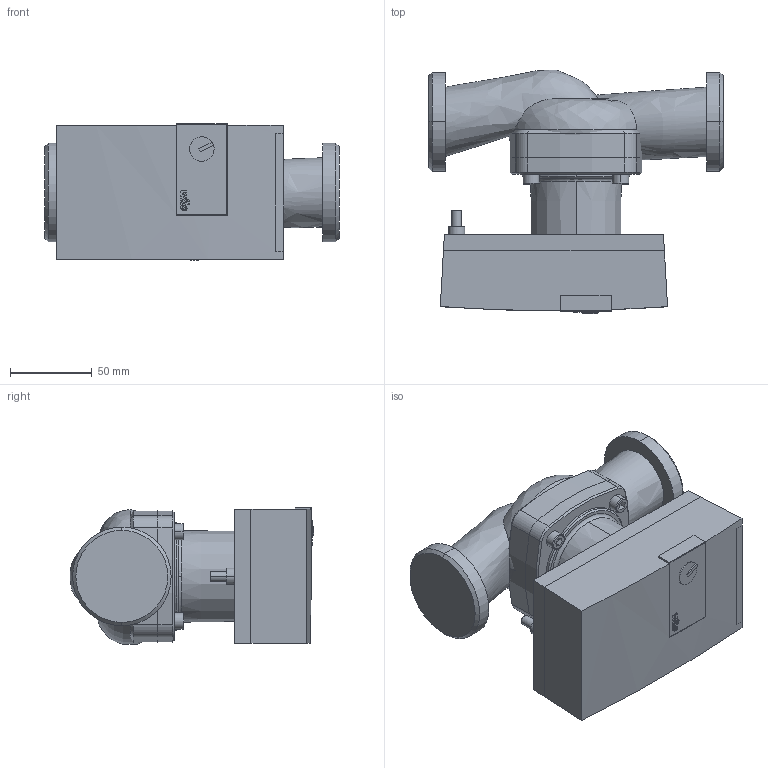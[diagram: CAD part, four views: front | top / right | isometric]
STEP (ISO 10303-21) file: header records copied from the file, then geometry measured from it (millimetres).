
FILE_DESCRIPTION((''),'2;1');
FILE_NAME('3d_YonosECO30_1-5BMS-2150701.stp','2016-04-28T14:14:08',(''),(''),'Mechanical Desktop 2009','Mechanical Desktop 2009',', , ');
FILE_SCHEMA(('CONFIG_CONTROL_DESIGN'));
Length unit declared in the file: millimetre
Products named in the file (1): Product
Bounding box: 180 x 149.18 x 83.48 mm (x, y, z)
Volume: 1177957.5 mm3; surface area: 153861 mm2
Topology: 11 solids, 11 shells, 221 faces, 529 edges, 344 vertices
Faces by surface type: plane 117, cylinder 40, bspline 30, cone 26, torus 8
Entity records: 12962 total; most frequent: CARTESIAN_POINT 7826, ORIENTED_EDGE 1058, DIRECTION 989, EDGE_CURVE 529, VERTEX_POINT 344, AXIS2_PLACEMENT_3D 335, VECTOR 319, LINE 319
